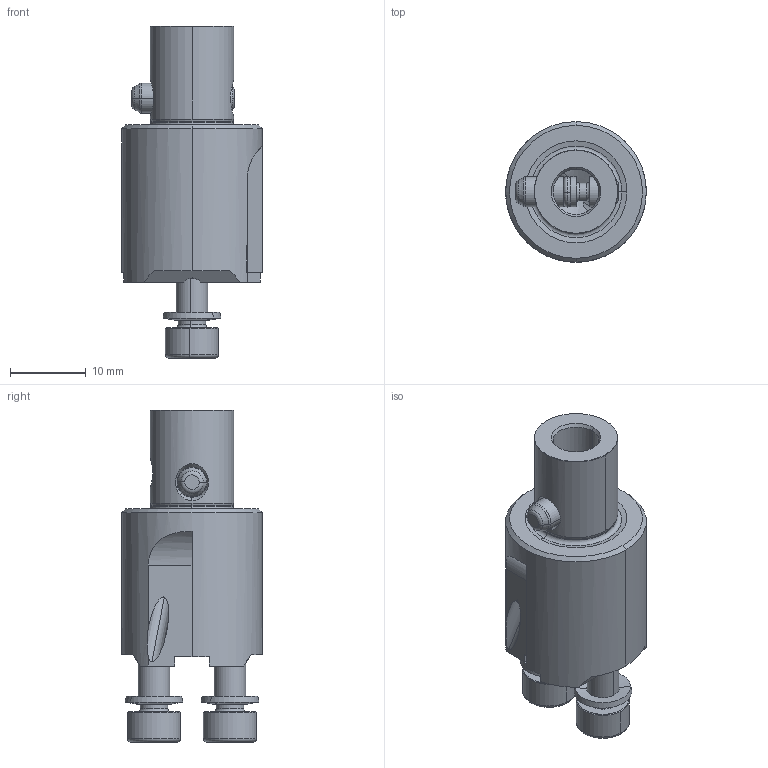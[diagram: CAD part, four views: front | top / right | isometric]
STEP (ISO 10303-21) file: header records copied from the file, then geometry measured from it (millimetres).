
FILE_DESCRIPTION(('no description'),'unknown implementation level');
FILE_NAME('F08DBB0B-B7C1-4691-A845-D33CDB666E94_export.stp',' ',('CIMSOURCE GmbH'),('CADClick - KiM GmbH - www.kimweb.de'),'unknown preprocess','ACIS','unknown authorization');
FILE_SCHEMA(('automotive_design'));
Length unit declared in the file: millimetre
Products named in the file (7): 315.101 Kaiser TWN 20-26(31) X CK1|315.160 Kaiser ETL M4_4.15 X 19_Standard;NONE; 315.101 Kaiser TWN 20-26(31) X CK1|315.135 Kaiser TW 20-31 X CK1B_Standard;NONE; 315.101 Kaiser TWN 20-26(31) X CK1|693.180 Kaiser ETL �4,3_7,6L 10S_Standard;NONE; 315.101 Kaiser TWN 20-26(31) X CK1|691.501 Kaiser ETL �4 X 13K_Standard|691.521 Mitnehmerbolzen_Standard;NONE; 315.101 Kaiser TWN 20-26(31) X CK1|691.501 Kaiser ETL �4 X 13K_Standard|692.270 O-Ring_Standard;NONE
Bounding box: 18.5 x 18.5 x 43.7 mm (x, y, z)
Volume: 6302.6 mm3; surface area: 4376.7 mm2
Topology: 7 solids, 7 shells, 233 faces, 527 edges, 303 vertices
Faces by surface type: cone 70, cylinder 68, plane 59, torus 36
Entity records: 12919 total; most frequent: CARTESIAN_POINT 1568, DIRECTION 1223, STYLED_ITEM 1053, PRESENTATION_STYLE_ASSIGNMENT 1053, COLOUR_RGB 1053, ORIENTED_EDGE 1034, EDGE_CURVE 517, CURVE_STYLE 517
